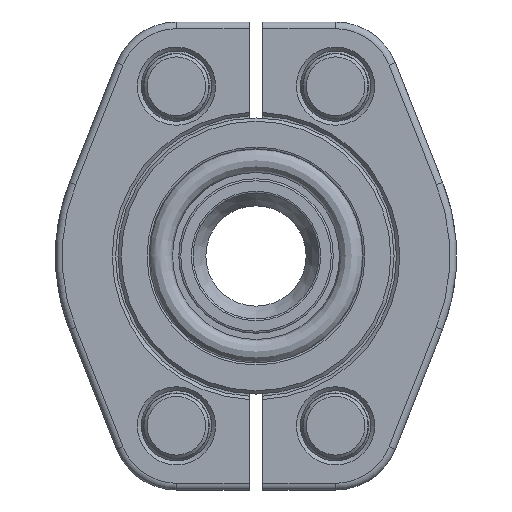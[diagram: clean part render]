
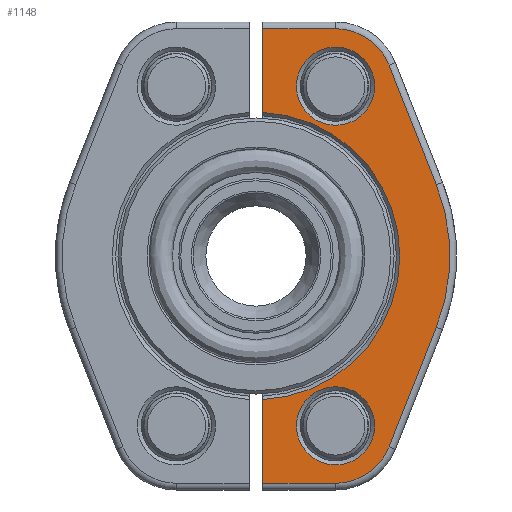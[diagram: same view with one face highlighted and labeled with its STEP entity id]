
A CAD part, left-side view. The second image highlights one B-rep face of the part: STEP entity #1148.
In plain terms, the highlighted face is planar.
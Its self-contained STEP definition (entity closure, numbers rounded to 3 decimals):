
#1038=PLANE('',#2695);
#1148=ADVANCED_FACE('',(#1325,#1326,#1327),#1038,.T.);
#1325=FACE_BOUND('',#1470,.T.);
#1326=FACE_BOUND('',#1471,.T.);
#1327=FACE_BOUND('',#1472,.T.);
#1470=EDGE_LOOP('',(#1866));
#1471=EDGE_LOOP('',(#1867));
#1472=EDGE_LOOP('',(#1868,#1869,#1870,#1871,#1872,#1873,#1874,#1875,#1876,
#1877));
#1597=CIRCLE('',#2689,5.85);
#1598=CIRCLE('',#2690,5.85);
#1599=CIRCLE('',#2691,21.5);
#1600=CIRCLE('',#2692,8.6);
#1601=CIRCLE('',#2693,29.);
#1602=CIRCLE('',#2694,8.6);
#1866=ORIENTED_EDGE('',*,*,#2331,.T.);
#1867=ORIENTED_EDGE('',*,*,#2332,.T.);
#1868=ORIENTED_EDGE('',*,*,#2333,.T.);
#1869=ORIENTED_EDGE('',*,*,#2334,.T.);
#1870=ORIENTED_EDGE('',*,*,#2335,.T.);
#1871=ORIENTED_EDGE('',*,*,#2336,.T.);
#1872=ORIENTED_EDGE('',*,*,#2337,.T.);
#1873=ORIENTED_EDGE('',*,*,#2338,.T.);
#1874=ORIENTED_EDGE('',*,*,#2339,.T.);
#1875=ORIENTED_EDGE('',*,*,#2340,.T.);
#1876=ORIENTED_EDGE('',*,*,#2341,.T.);
#1877=ORIENTED_EDGE('',*,*,#2342,.T.);
#2165=VERTEX_POINT('',#3728);
#2166=VERTEX_POINT('',#3730);
#2167=VERTEX_POINT('',#3732);
#2168=VERTEX_POINT('',#3733);
#2169=VERTEX_POINT('',#3735);
#2170=VERTEX_POINT('',#3737);
#2171=VERTEX_POINT('',#3739);
#2172=VERTEX_POINT('',#3741);
#2173=VERTEX_POINT('',#3743);
#2174=VERTEX_POINT('',#3745);
#2175=VERTEX_POINT('',#3747);
#2176=VERTEX_POINT('',#3749);
#2331=EDGE_CURVE('',#2165,#2165,#1597,.T.);
#2332=EDGE_CURVE('',#2166,#2166,#1598,.T.);
#2333=EDGE_CURVE('',#2167,#2168,#2456,.T.);
#2334=EDGE_CURVE('',#2168,#2169,#2457,.T.);
#2335=EDGE_CURVE('',#2169,#2170,#1599,.T.);
#2336=EDGE_CURVE('',#2170,#2171,#2458,.T.);
#2337=EDGE_CURVE('',#2171,#2172,#2459,.T.);
#2338=EDGE_CURVE('',#2172,#2173,#1600,.T.);
#2339=EDGE_CURVE('',#2173,#2174,#2460,.T.);
#2340=EDGE_CURVE('',#2174,#2175,#1601,.T.);
#2341=EDGE_CURVE('',#2175,#2176,#2461,.T.);
#2342=EDGE_CURVE('',#2176,#2167,#1602,.T.);
#2456=LINE('',#3731,#2516);
#2457=LINE('',#3734,#2517);
#2458=LINE('',#3738,#2518);
#2459=LINE('',#3740,#2519);
#2460=LINE('',#3744,#2520);
#2461=LINE('',#3748,#2521);
#2516=VECTOR('',#3145,1.);
#2517=VECTOR('',#3146,1.);
#2518=VECTOR('',#3149,1.);
#2519=VECTOR('',#3150,1.);
#2520=VECTOR('',#3153,1.);
#2521=VECTOR('',#3156,1.);
#2689=AXIS2_PLACEMENT_3D('',#3727,#3141,#3142);
#2690=AXIS2_PLACEMENT_3D('',#3729,#3143,#3144);
#2691=AXIS2_PLACEMENT_3D('',#3736,#3147,#3148);
#2692=AXIS2_PLACEMENT_3D('',#3742,#3151,#3152);
#2693=AXIS2_PLACEMENT_3D('',#3746,#3154,#3155);
#2694=AXIS2_PLACEMENT_3D('',#3750,#3157,#3158);
#2695=AXIS2_PLACEMENT_3D('',#3751,#3159,#3160);
#3141=DIRECTION('',(0.,0.,1.));
#3142=DIRECTION('',(-1.,0.,0.));
#3143=DIRECTION('',(0.,0.,1.));
#3144=DIRECTION('',(-1.,0.,0.));
#3145=DIRECTION('',(0.,1.,0.));
#3146=DIRECTION('',(1.,0.,0.));
#3147=DIRECTION('',(0.,0.,1.));
#3148=DIRECTION('',(-1.,0.,0.));
#3149=DIRECTION('',(1.,0.,0.));
#3150=DIRECTION('',(0.,-1.,0.));
#3151=DIRECTION('',(0.,0.,-1.));
#3152=DIRECTION('',(-1.,0.,0.));
#3153=DIRECTION('',(-0.93,-0.367,0.));
#3154=DIRECTION('',(0.,0.,-1.));
#3155=DIRECTION('',(-1.,0.,0.));
#3156=DIRECTION('',(-0.93,0.367,0.));
#3157=DIRECTION('',(0.,0.,-1.));
#3158=DIRECTION('',(-1.,0.,0.));
#3159=DIRECTION('',(0.,0.,-1.));
#3160=DIRECTION('',(-1.,0.,0.));
#3727=CARTESIAN_POINT('',(25.4,-11.9,0.));
#3728=CARTESIAN_POINT('',(19.55,-11.9,0.));
#3729=CARTESIAN_POINT('',(-25.4,-11.9,0.));
#3730=CARTESIAN_POINT('',(-31.25,-11.9,0.));
#3731=CARTESIAN_POINT('',(-34.,-11.9,0.));
#3732=CARTESIAN_POINT('',(-34.,-11.9,0.));
#3733=CARTESIAN_POINT('',(-34.,-1.,0.));
#3734=CARTESIAN_POINT('',(-42.,-1.,0.));
#3735=CARTESIAN_POINT('',(-21.477,-1.,0.));
#3736=CARTESIAN_POINT('',(0.,0.,0.));
#3737=CARTESIAN_POINT('',(21.477,-1.,0.));
#3738=CARTESIAN_POINT('',(-42.,-1.,0.));
#3739=CARTESIAN_POINT('',(34.,-1.,0.));
#3740=CARTESIAN_POINT('',(34.,-11.9,0.));
#3741=CARTESIAN_POINT('',(34.,-11.9,0.));
#3742=CARTESIAN_POINT('',(25.4,-11.9,0.));
#3743=CARTESIAN_POINT('',(28.56,-19.898,0.));
#3744=CARTESIAN_POINT('',(28.56,-19.898,0.));
#3745=CARTESIAN_POINT('',(10.655,-26.972,0.));
#3746=CARTESIAN_POINT('',(0.,0.,0.));
#3747=CARTESIAN_POINT('',(-10.655,-26.972,0.));
#3748=CARTESIAN_POINT('',(15.383,-37.258,0.));
#3749=CARTESIAN_POINT('',(-28.56,-19.898,0.));
#3750=CARTESIAN_POINT('',(-25.4,-11.9,0.));
#3751=CARTESIAN_POINT('',(25.4,-11.9,0.));
